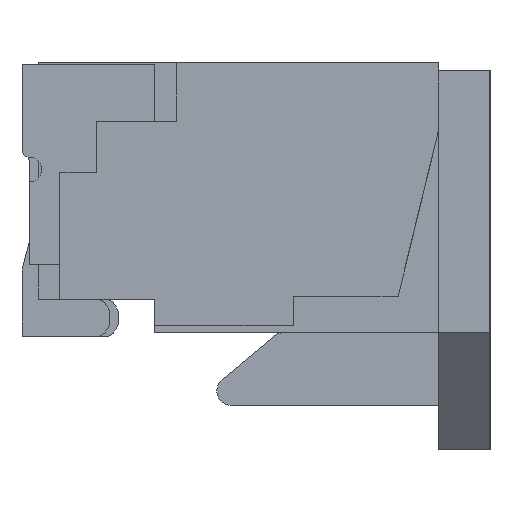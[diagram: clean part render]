
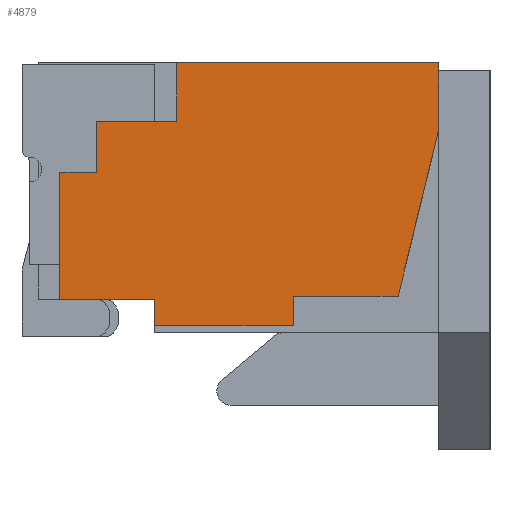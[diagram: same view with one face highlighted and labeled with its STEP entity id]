
A CAD part, left-side view. The second image highlights one B-rep face of the part: STEP entity #4879.
In plain terms, the highlighted planar face has unit normal (-1, 0, 0).
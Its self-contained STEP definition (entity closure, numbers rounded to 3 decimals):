
#670=ORIENTED_EDGE('',*,*,#1597,.F.);
#671=ORIENTED_EDGE('',*,*,#1971,.T.);
#672=ORIENTED_EDGE('',*,*,#1590,.F.);
#673=ORIENTED_EDGE('',*,*,#1680,.F.);
#674=ORIENTED_EDGE('',*,*,#1579,.F.);
#675=ORIENTED_EDGE('',*,*,#1787,.T.);
#676=ORIENTED_EDGE('',*,*,#1948,.F.);
#677=ORIENTED_EDGE('',*,*,#1677,.T.);
#678=ORIENTED_EDGE('',*,*,#1675,.T.);
#679=ORIENTED_EDGE('',*,*,#1673,.T.);
#680=ORIENTED_EDGE('',*,*,#1670,.T.);
#681=ORIENTED_EDGE('',*,*,#1970,.T.);
#682=ORIENTED_EDGE('',*,*,#1972,.F.);
#1579=EDGE_CURVE('',#2295,#2291,#2771,.T.);
#1590=EDGE_CURVE('',#2306,#2307,#2782,.T.);
#1597=EDGE_CURVE('',#2312,#2313,#2789,.T.);
#1670=EDGE_CURVE('',#2367,#2369,#2862,.T.);
#1673=EDGE_CURVE('',#2371,#2367,#2865,.T.);
#1675=EDGE_CURVE('',#2372,#2371,#2867,.T.);
#1677=EDGE_CURVE('',#2373,#2372,#2869,.T.);
#1680=EDGE_CURVE('',#2291,#2306,#2872,.T.);
#1787=EDGE_CURVE('',#2295,#2469,#2979,.T.);
#1948=EDGE_CURVE('',#2373,#2469,#3140,.T.);
#1970=EDGE_CURVE('',#2369,#2594,#3162,.T.);
#1971=EDGE_CURVE('',#2312,#2307,#3163,.T.);
#1972=EDGE_CURVE('',#2313,#2594,#3164,.T.);
#2291=VERTEX_POINT('',#6535);
#2295=VERTEX_POINT('',#6543);
#2306=VERTEX_POINT('',#6569);
#2307=VERTEX_POINT('',#6570);
#2312=VERTEX_POINT('',#6582);
#2313=VERTEX_POINT('',#6584);
#2367=VERTEX_POINT('',#6723);
#2369=VERTEX_POINT('',#6727);
#2371=VERTEX_POINT('',#6734);
#2372=VERTEX_POINT('',#6738);
#2373=VERTEX_POINT('',#6742);
#2469=VERTEX_POINT('',#6973);
#2594=VERTEX_POINT('',#7333);
#2771=LINE('',#6544,#3447);
#2782=LINE('',#6568,#3458);
#2789=LINE('',#6583,#3465);
#2862=LINE('',#6728,#3538);
#2865=LINE('',#6733,#3541);
#2867=LINE('',#6737,#3543);
#2869=LINE('',#6741,#3545);
#2872=LINE('',#6746,#3548);
#2979=LINE('',#6974,#3655);
#3140=LINE('',#7294,#3816);
#3162=LINE('',#7334,#3838);
#3163=LINE('',#7336,#3839);
#3164=LINE('',#7337,#3840);
#3447=VECTOR('',#5322,1000.);
#3458=VECTOR('',#5339,1000.);
#3465=VECTOR('',#5348,1000.);
#3538=VECTOR('',#5451,1000.);
#3541=VECTOR('',#5456,1000.);
#3543=VECTOR('',#5460,1000.);
#3545=VECTOR('',#5464,1000.);
#3548=VECTOR('',#5469,1000.);
#3655=VECTOR('',#5626,1000.);
#3816=VECTOR('',#5873,1000.);
#3838=VECTOR('',#5913,1000.);
#3839=VECTOR('',#5916,1000.);
#3840=VECTOR('',#5917,1000.);
#4220=EDGE_LOOP('',(#670,#671,#672,#673,#674,#675,#676,#677,#678,#679,#680,
#681,#682));
#4452=FACE_BOUND('',#4220,.T.);
#4683=PLANE('',#5144);
#4879=ADVANCED_FACE('',(#4452),#4683,.F.);
#5144=AXIS2_PLACEMENT_3D('',#7335,#5914,#5915);
#5322=DIRECTION('',(0.,0.237,-0.972));
#5339=DIRECTION('',(0.,0.,-1.));
#5348=DIRECTION('',(0.,0.,1.));
#5451=DIRECTION('',(0.,1.,0.));
#5456=DIRECTION('',(0.,0.,-1.));
#5460=DIRECTION('',(0.,1.,0.));
#5464=DIRECTION('',(0.,0.,-1.));
#5469=DIRECTION('',(0.,1.,0.));
#5626=DIRECTION('',(0.,0.,1.));
#5873=DIRECTION('',(0.,-1.,0.));
#5913=DIRECTION('',(0.,0.,-1.));
#5914=DIRECTION('',(1.,0.,0.));
#5915=DIRECTION('',(0.,0.,-1.));
#5916=DIRECTION('',(0.,-1.,0.));
#5917=DIRECTION('',(0.,1.,0.));
#6535=CARTESIAN_POINT('',(-5.1,0.28,-0.675));
#6543=CARTESIAN_POINT('',(-5.1,0.,0.475));
#6544=CARTESIAN_POINT('',(-5.1,0.,0.475));
#6568=CARTESIAN_POINT('',(-5.1,1.,-0.675));
#6569=CARTESIAN_POINT('',(-5.1,1.,-0.675));
#6570=CARTESIAN_POINT('',(-5.1,1.,-0.875));
#6582=CARTESIAN_POINT('',(-5.1,1.95,-0.875));
#6583=CARTESIAN_POINT('',(-5.1,1.95,-0.925));
#6584=CARTESIAN_POINT('',(-5.1,1.95,-0.695));
#6723=CARTESIAN_POINT('',(-5.1,2.35,0.175));
#6727=CARTESIAN_POINT('',(-5.1,2.6,0.175));
#6728=CARTESIAN_POINT('',(-5.1,2.75,0.175));
#6733=CARTESIAN_POINT('',(-5.1,2.35,-0.925));
#6734=CARTESIAN_POINT('',(-5.1,2.35,0.525));
#6737=CARTESIAN_POINT('',(-5.1,2.75,0.525));
#6738=CARTESIAN_POINT('',(-5.1,1.8,0.525));
#6741=CARTESIAN_POINT('',(-5.1,1.8,0.925));
#6742=CARTESIAN_POINT('',(-5.1,1.8,0.925));
#6746=CARTESIAN_POINT('',(-5.1,2.75,-0.675));
#6973=CARTESIAN_POINT('',(-5.1,0.,0.925));
#6974=CARTESIAN_POINT('',(-5.1,0.,-0.925));
#7294=CARTESIAN_POINT('',(-5.1,2.75,0.925));
#7333=CARTESIAN_POINT('',(-5.1,2.6,-0.695));
#7334=CARTESIAN_POINT('',(-5.1,2.6,0.175));
#7335=CARTESIAN_POINT('',(-5.1,2.75,-0.925));
#7336=CARTESIAN_POINT('',(-5.1,1.95,-0.875));
#7337=CARTESIAN_POINT('',(-5.1,2.75,-0.695));
